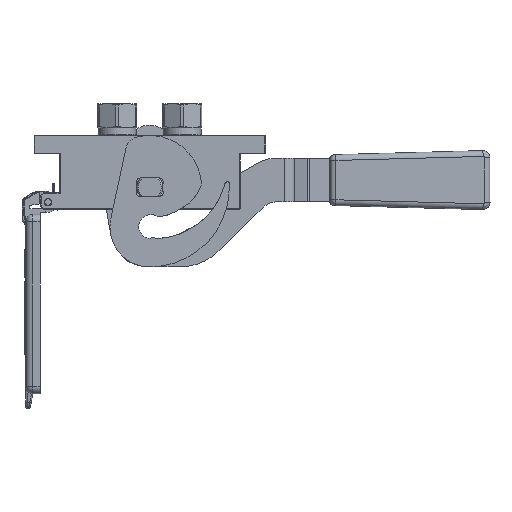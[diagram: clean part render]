
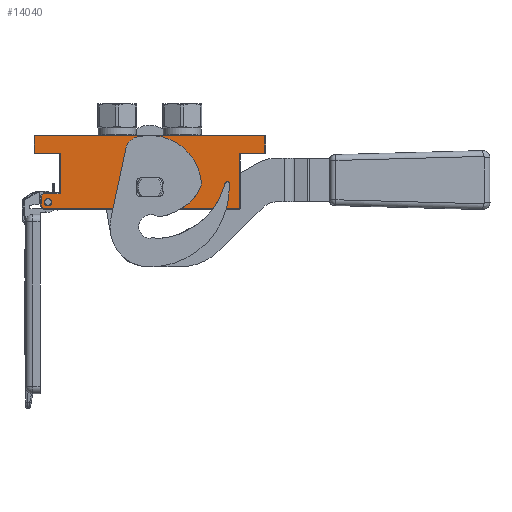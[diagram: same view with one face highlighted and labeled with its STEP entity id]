
A CAD part, front view. The second image highlights one B-rep face of the part: STEP entity #14040.
In plain terms, the highlighted planar face has unit normal (0, -1, 0).
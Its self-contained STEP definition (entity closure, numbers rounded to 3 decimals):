
#168 = VECTOR ( 'NONE', #42966, 1000. ) ;
#338 = DIRECTION ( 'NONE',  ( 0., -1., 0. ) ) ;
#670 = CARTESIAN_POINT ( 'NONE',  ( -62., 0., -40.5 ) ) ;
#2417 = LINE ( 'NONE', #85978, #19825 ) ;
#2449 = CARTESIAN_POINT ( 'NONE',  ( -70.3, 0., -46.3 ) ) ;
#2832 = DIRECTION ( 'NONE',  ( -1., 0., 0. ) ) ;
#3015 = EDGE_CURVE ( 'NONE', #32202, #38403, #65464, .T. ) ;
#4040 = CARTESIAN_POINT ( 'NONE',  ( -75., 0., -49.093 ) ) ;
#4351 = EDGE_CURVE ( 'NONE', #54608, #76614, #19912, .T. ) ;
#4721 = EDGE_CURVE ( 'NONE', #53533, #32202, #2417, .T. ) ;
#4980 = ORIENTED_EDGE ( 'NONE', *, *, #4721, .T. ) ;
#5792 = CARTESIAN_POINT ( 'NONE',  ( 62., 0., -50.8 ) ) ;
#11982 = VERTEX_POINT ( 'NONE', #68982 ) ;
#12464 = AXIS2_PLACEMENT_3D ( 'NONE', #64684, #27673, #79763 ) ;
#12506 = EDGE_CURVE ( 'NONE', #11982, #53533, #43806, .T. ) ;
#12580 = AXIS2_PLACEMENT_3D ( 'NONE', #20664, #79878, #49591 ) ;
#12682 = EDGE_CURVE ( 'NONE', #42864, #30819, #96032, .T. ) ;
#13188 = CARTESIAN_POINT ( 'NONE',  ( 79.5, 0., -0.5 ) ) ;
#14040 = ADVANCED_FACE ( 'NONE', ( #56194, #93483, #77194 ), #65771, .F. ) ;
#14191 = CIRCLE ( 'NONE', #12464, 11.3 ) ;
#17681 = AXIS2_PLACEMENT_3D ( 'NONE', #2449, #91856, #39210 ) ;
#18235 = CARTESIAN_POINT ( 'NONE',  ( -67.75, 0., -46.3 ) ) ;
#19022 = ORIENTED_EDGE ( 'NONE', *, *, #4351, .F. ) ;
#19825 = VECTOR ( 'NONE', #93380, 1000. ) ;
#19912 = LINE ( 'NONE', #35473, #168 ) ;
#20650 = DIRECTION ( 'NONE',  ( 0., 0., -1. ) ) ;
#20664 = CARTESIAN_POINT ( 'NONE',  ( 0., 0., 0. ) ) ;
#21035 = DIRECTION ( 'NONE',  ( 0., 0., -1. ) ) ;
#21935 = ORIENTED_EDGE ( 'NONE', *, *, #67527, .F. ) ;
#22142 = VERTEX_POINT ( 'NONE', #65168 ) ;
#22143 = CIRCLE ( 'NONE', #26474, 2.55 ) ;
#22208 = LINE ( 'NONE', #31796, #81606 ) ;
#22384 = ORIENTED_EDGE ( 'NONE', *, *, #32450, .T. ) ;
#23276 = VECTOR ( 'NONE', #21035, 1000. ) ;
#26474 = AXIS2_PLACEMENT_3D ( 'NONE', #44912, #338, #52645 ) ;
#27091 = CARTESIAN_POINT ( 'NONE',  ( 0., 0., -24.8 ) ) ;
#27673 = DIRECTION ( 'NONE',  ( 0., 1., 0. ) ) ;
#28665 = ORIENTED_EDGE ( 'NONE', *, *, #66840, .T. ) ;
#29337 = CARTESIAN_POINT ( 'NONE',  ( -62., 0., -12.5 ) ) ;
#29508 = CARTESIAN_POINT ( 'NONE',  ( -62., 0., -40.5 ) ) ;
#30695 = EDGE_CURVE ( 'NONE', #94178, #22142, #14191, .T. ) ;
#30819 = VERTEX_POINT ( 'NONE', #74809 ) ;
#31796 = CARTESIAN_POINT ( 'NONE',  ( 79.5, 0., -0.5 ) ) ;
#32130 = VECTOR ( 'NONE', #72393, 1000. ) ;
#32202 = VERTEX_POINT ( 'NONE', #32205 ) ;
#32205 = CARTESIAN_POINT ( 'NONE',  ( 79.5, 0., -12.5 ) ) ;
#32450 = EDGE_CURVE ( 'NONE', #76884, #42864, #79421, .T. ) ;
#34240 = EDGE_CURVE ( 'NONE', #54382, #30819, #56395, .T. ) ;
#35473 = CARTESIAN_POINT ( 'NONE',  ( -73.293, 0., -50.8 ) ) ;
#36049 = LINE ( 'NONE', #66480, #23276 ) ;
#36377 = DIRECTION ( 'NONE',  ( -1., 0., 0. ) ) ;
#37140 = ORIENTED_EDGE ( 'NONE', *, *, #58481, .T. ) ;
#38403 = VERTEX_POINT ( 'NONE', #13188 ) ;
#38791 = CARTESIAN_POINT ( 'NONE',  ( -75., 0., -42.207 ) ) ;
#39210 = DIRECTION ( 'NONE',  ( 1., 0., 0. ) ) ;
#39330 = EDGE_LOOP ( 'NONE', ( #94411, #21935 ) ) ;
#40280 = CARTESIAN_POINT ( 'NONE',  ( 79.5, 0., -12.5 ) ) ;
#42599 = CARTESIAN_POINT ( 'NONE',  ( -73.293, 0., -50.8 ) ) ;
#42857 = ORIENTED_EDGE ( 'NONE', *, *, #30695, .T. ) ;
#42864 = VERTEX_POINT ( 'NONE', #670 ) ;
#42966 = DIRECTION ( 'NONE',  ( -0.707, 0., 0.707 ) ) ;
#43713 = DIRECTION ( 'NONE',  ( 1., 0., 0. ) ) ;
#43806 = LINE ( 'NONE', #5792, #32130 ) ;
#43983 = DIRECTION ( 'NONE',  ( 1., 0., 0. ) ) ;
#44909 = VERTEX_POINT ( 'NONE', #18235 ) ;
#44912 = CARTESIAN_POINT ( 'NONE',  ( -70.3, 0., -46.3 ) ) ;
#45810 = VECTOR ( 'NONE', #92268, 1000. ) ;
#46572 = DIRECTION ( 'NONE',  ( 0., 0., -1. ) ) ;
#47633 = LINE ( 'NONE', #65382, #84902 ) ;
#49213 = EDGE_LOOP ( 'NONE', ( #76312, #22384, #66013, #72512, #93933, #19022, #64377, #89194, #4980, #55002, #37140, #28665 ) ) ;
#49429 = VECTOR ( 'NONE', #36377, 1000. ) ;
#49591 = DIRECTION ( 'NONE',  ( 1., 0., 0. ) ) ;
#50492 = AXIS2_PLACEMENT_3D ( 'NONE', #65117, #79863, #20650 ) ;
#52645 = DIRECTION ( 'NONE',  ( -1., 0., 0. ) ) ;
#53533 = VERTEX_POINT ( 'NONE', #62893 ) ;
#53712 = VECTOR ( 'NONE', #78351, 1000. ) ;
#54382 = VERTEX_POINT ( 'NONE', #93310 ) ;
#54608 = VERTEX_POINT ( 'NONE', #42599 ) ;
#55002 = ORIENTED_EDGE ( 'NONE', *, *, #3015, .T. ) ;
#55479 = VECTOR ( 'NONE', #46572, 1000. ) ;
#55513 = CARTESIAN_POINT ( 'NONE',  ( -62., 0., -12.5 ) ) ;
#56194 = FACE_OUTER_BOUND ( 'NONE', #49213, .T. ) ;
#56395 = LINE ( 'NONE', #87440, #57592 ) ;
#57277 = VECTOR ( 'NONE', #43983, 1000. ) ;
#57592 = VECTOR ( 'NONE', #94872, 1000. ) ;
#58481 = EDGE_CURVE ( 'NONE', #38403, #65694, #22208, .T. ) ;
#60027 = CARTESIAN_POINT ( 'NONE',  ( -72.85, 0., -46.3 ) ) ;
#61271 = CARTESIAN_POINT ( 'NONE',  ( -79.5, 0., -12.5 ) ) ;
#62893 = CARTESIAN_POINT ( 'NONE',  ( 62., 0., -12.5 ) ) ;
#64377 = ORIENTED_EDGE ( 'NONE', *, *, #86712, .T. ) ;
#64684 = CARTESIAN_POINT ( 'NONE',  ( 0., 0., -36.1 ) ) ;
#65117 = CARTESIAN_POINT ( 'NONE',  ( 0., 0., -36.1 ) ) ;
#65168 = CARTESIAN_POINT ( 'NONE',  ( 0., 0., -47.4 ) ) ;
#65382 = CARTESIAN_POINT ( 'NONE',  ( -79.5, 0., -12.5 ) ) ;
#65464 = LINE ( 'NONE', #40280, #45810 ) ;
#65694 = VERTEX_POINT ( 'NONE', #73892 ) ;
#65771 = PLANE ( 'NONE',  #12580 ) ;
#66013 = ORIENTED_EDGE ( 'NONE', *, *, #12682, .T. ) ;
#66480 = CARTESIAN_POINT ( 'NONE',  ( -79.5, 0., -0.5 ) ) ;
#66840 = EDGE_CURVE ( 'NONE', #65694, #73763, #36049, .T. ) ;
#67527 = EDGE_CURVE ( 'NONE', #44909, #96002, #79078, .T. ) ;
#68982 = CARTESIAN_POINT ( 'NONE',  ( 62., 0., -50.8 ) ) ;
#72393 = DIRECTION ( 'NONE',  ( 0., 0., 1. ) ) ;
#72512 = ORIENTED_EDGE ( 'NONE', *, *, #34240, .F. ) ;
#73763 = VERTEX_POINT ( 'NONE', #61271 ) ;
#73892 = CARTESIAN_POINT ( 'NONE',  ( -79.5, 0., -0.5 ) ) ;
#74809 = CARTESIAN_POINT ( 'NONE',  ( -73.293, 0., -40.5 ) ) ;
#75334 = LINE ( 'NONE', #38791, #55479 ) ;
#76312 = ORIENTED_EDGE ( 'NONE', *, *, #81021, .T. ) ;
#76614 = VERTEX_POINT ( 'NONE', #4040 ) ;
#76884 = VERTEX_POINT ( 'NONE', #29337 ) ;
#77127 = CIRCLE ( 'NONE', #50492, 11.3 ) ;
#77194 = FACE_BOUND ( 'NONE', #39330, .T. ) ;
#78351 = DIRECTION ( 'NONE',  ( 0., 0., -1. ) ) ;
#79078 = CIRCLE ( 'NONE', #17681, 2.55 ) ;
#79421 = LINE ( 'NONE', #55513, #53712 ) ;
#79763 = DIRECTION ( 'NONE',  ( 0., 0., 1. ) ) ;
#79863 = DIRECTION ( 'NONE',  ( 0., 1., 0. ) ) ;
#79878 = DIRECTION ( 'NONE',  ( 0., 1., 0. ) ) ;
#80111 = EDGE_CURVE ( 'NONE', #96002, #44909, #22143, .T. ) ;
#81021 = EDGE_CURVE ( 'NONE', #73763, #76884, #47633, .T. ) ;
#81606 = VECTOR ( 'NONE', #2832, 1000. ) ;
#82308 = EDGE_CURVE ( 'NONE', #54382, #76614, #75334, .T. ) ;
#84902 = VECTOR ( 'NONE', #43713, 1000. ) ;
#85978 = CARTESIAN_POINT ( 'NONE',  ( 62., 0., -12.5 ) ) ;
#86712 = EDGE_CURVE ( 'NONE', #54608, #11982, #92267, .T. ) ;
#86869 = EDGE_LOOP ( 'NONE', ( #42857, #92746 ) ) ;
#87440 = CARTESIAN_POINT ( 'NONE',  ( -75., 0., -42.207 ) ) ;
#89194 = ORIENTED_EDGE ( 'NONE', *, *, #12506, .T. ) ;
#91856 = DIRECTION ( 'NONE',  ( 0., -1., 0. ) ) ;
#92267 = LINE ( 'NONE', #95648, #57277 ) ;
#92268 = DIRECTION ( 'NONE',  ( 0., 0., 1. ) ) ;
#92746 = ORIENTED_EDGE ( 'NONE', *, *, #96492, .T. ) ;
#93310 = CARTESIAN_POINT ( 'NONE',  ( -75., 0., -42.207 ) ) ;
#93380 = DIRECTION ( 'NONE',  ( 1., 0., 0. ) ) ;
#93483 = FACE_BOUND ( 'NONE', #86869, .T. ) ;
#93933 = ORIENTED_EDGE ( 'NONE', *, *, #82308, .T. ) ;
#94178 = VERTEX_POINT ( 'NONE', #27091 ) ;
#94411 = ORIENTED_EDGE ( 'NONE', *, *, #80111, .F. ) ;
#94872 = DIRECTION ( 'NONE',  ( 0.707, 0., 0.707 ) ) ;
#95648 = CARTESIAN_POINT ( 'NONE',  ( -73.293, 0., -50.8 ) ) ;
#96002 = VERTEX_POINT ( 'NONE', #60027 ) ;
#96032 = LINE ( 'NONE', #29508, #49429 ) ;
#96492 = EDGE_CURVE ( 'NONE', #22142, #94178, #77127, .T. ) ;
